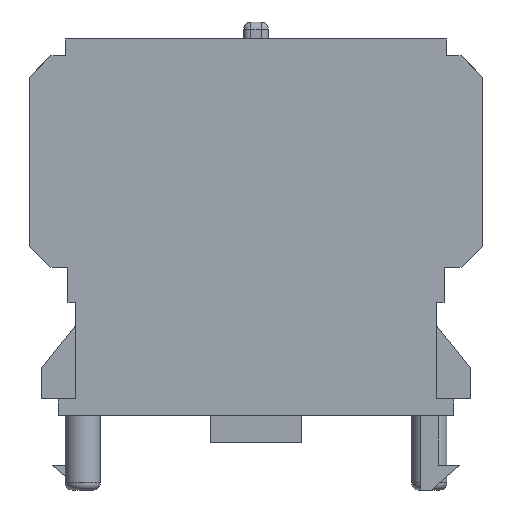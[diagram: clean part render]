
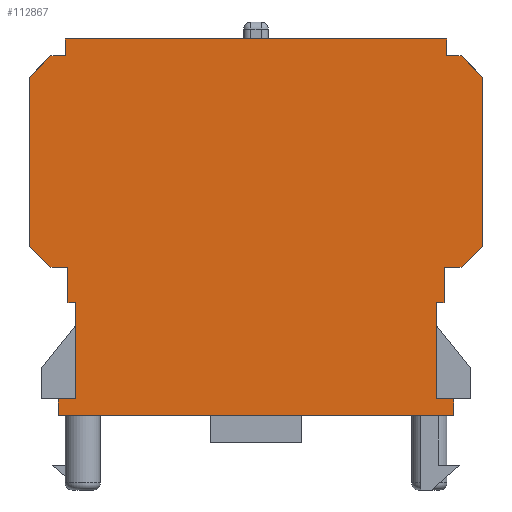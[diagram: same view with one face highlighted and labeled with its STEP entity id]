
A CAD part, left-side view. The second image highlights one B-rep face of the part: STEP entity #112867.
In plain terms, the highlighted planar face has unit normal (-1, 0, 0).
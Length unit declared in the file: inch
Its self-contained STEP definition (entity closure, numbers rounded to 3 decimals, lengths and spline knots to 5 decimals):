
#32544=CARTESIAN_POINT('',(-0.72343,-0.5315,0.84252));
#32545=VERTEX_POINT('',#32544);
#32546=CARTESIAN_POINT('',(-0.72343,0.5315,0.84252));
#32547=VERTEX_POINT('',#32546);
#32548=CARTESIAN_POINT('',(-0.72343,-0.5315,0.84252));
#32549=DIRECTION('',(0.0,1.0,0.0));
#32550=VECTOR('',#32549,1.06299);
#32551=LINE('',#32548,#32550);
#32552=EDGE_CURVE('',#32545,#32547,#32551,.T.);
#44765=CARTESIAN_POINT('',(-0.72343,0.5315,0.79528));
#44766=VERTEX_POINT('',#44765);
#44773=CARTESIAN_POINT('',(-0.72343,0.5315,0.84252));
#44774=DIRECTION('',(0.0,0.0,-1.0));
#44775=VECTOR('',#44774,0.04724);
#44776=LINE('',#44773,#44775);
#44777=EDGE_CURVE('',#32547,#44766,#44776,.T.);
#44788=CARTESIAN_POINT('',(-0.72343,-0.5315,0.79528));
#44789=VERTEX_POINT('',#44788);
#44790=CARTESIAN_POINT('',(-0.72343,-0.5315,0.84252));
#44791=DIRECTION('',(0.0,0.0,-1.0));
#44792=VECTOR('',#44791,0.04724);
#44793=LINE('',#44790,#44792);
#44794=EDGE_CURVE('',#32545,#44789,#44793,.T.);
#44985=CARTESIAN_POINT('',(-0.72343,-0.57087,0.79528));
#44986=VERTEX_POINT('',#44985);
#44987=CARTESIAN_POINT('',(-0.72343,-0.57087,0.79528));
#44988=DIRECTION('',(0.0,1.0,0.0));
#44989=VECTOR('',#44988,0.03937);
#44990=LINE('',#44987,#44989);
#44991=EDGE_CURVE('',#44986,#44789,#44990,.T.);
#45055=CARTESIAN_POINT('',(-0.72343,0.57087,0.79528));
#45056=VERTEX_POINT('',#45055);
#45063=CARTESIAN_POINT('',(-0.72343,0.5315,0.79528));
#45064=DIRECTION('',(0.0,1.0,0.0));
#45065=VECTOR('',#45064,0.03937);
#45066=LINE('',#45063,#45065);
#45067=EDGE_CURVE('',#44766,#45056,#45066,.T.);
#77322=CARTESIAN_POINT('',(-0.72343,-0.50197,-0.15945));
#77323=VERTEX_POINT('',#77322);
#77330=CARTESIAN_POINT('',(-0.72343,-0.55118,-0.15945));
#77331=VERTEX_POINT('',#77330);
#77332=CARTESIAN_POINT('',(-0.72343,-0.50197,-0.15945));
#77333=DIRECTION('',(0.0,-1.0,0.0));
#77334=VECTOR('',#77333,0.04921);
#77335=LINE('',#77332,#77334);
#77336=EDGE_CURVE('',#77323,#77331,#77335,.T.);
#77866=CARTESIAN_POINT('',(-0.72343,0.55118,-0.15945));
#77867=VERTEX_POINT('',#77866);
#77874=CARTESIAN_POINT('',(-0.72343,0.50197,-0.15945));
#77875=VERTEX_POINT('',#77874);
#77876=CARTESIAN_POINT('',(-0.72343,0.50197,-0.15945));
#77877=DIRECTION('',(0.0,1.0,0.0));
#77878=VECTOR('',#77877,0.04921);
#77879=LINE('',#77876,#77878);
#77880=EDGE_CURVE('',#77875,#77867,#77879,.T.);
#88374=CARTESIAN_POINT('',(-0.72343,0.52362,0.20669));
#88375=VERTEX_POINT('',#88374);
#88384=CARTESIAN_POINT('',(-0.72343,0.57087,0.20669));
#88385=VERTEX_POINT('',#88384);
#88386=CARTESIAN_POINT('',(-0.72343,0.57087,0.20669));
#88387=DIRECTION('',(0.0,-1.0,0.0));
#88388=VECTOR('',#88387,0.04724);
#88389=LINE('',#88386,#88388);
#88390=EDGE_CURVE('',#88385,#88375,#88389,.T.);
#88574=CARTESIAN_POINT('',(-0.72343,0.62992,0.73622));
#88575=VERTEX_POINT('',#88574);
#88576=CARTESIAN_POINT('',(-0.72343,0.62992,0.73622));
#88577=DIRECTION('',(0.0,-0.707,0.707));
#88578=VECTOR('',#88577,0.08352);
#88579=LINE('',#88576,#88578);
#88580=EDGE_CURVE('',#88575,#45056,#88579,.T.);
#88677=CARTESIAN_POINT('',(-0.72343,0.62992,0.26575));
#88678=VERTEX_POINT('',#88677);
#88685=CARTESIAN_POINT('',(-0.72343,0.62992,0.26575));
#88686=DIRECTION('',(0.0,0.0,1.0));
#88687=VECTOR('',#88686,0.47047);
#88688=LINE('',#88685,#88687);
#88689=EDGE_CURVE('',#88678,#88575,#88688,.T.);
#88699=CARTESIAN_POINT('',(-0.72343,0.57087,0.20669));
#88700=DIRECTION('',(0.0,0.707,0.707));
#88701=VECTOR('',#88700,0.08352);
#88702=LINE('',#88699,#88701);
#88703=EDGE_CURVE('',#88385,#88678,#88702,.T.);
#90192=CARTESIAN_POINT('',(-0.72343,-0.62992,0.73622));
#90193=VERTEX_POINT('',#90192);
#90194=CARTESIAN_POINT('',(-0.72343,-0.57087,0.79528));
#90195=DIRECTION('',(0.0,-0.707,-0.707));
#90196=VECTOR('',#90195,0.08352);
#90197=LINE('',#90194,#90196);
#90198=EDGE_CURVE('',#44986,#90193,#90197,.T.);
#90288=CARTESIAN_POINT('',(-0.72343,-0.62992,0.26575));
#90289=VERTEX_POINT('',#90288);
#90290=CARTESIAN_POINT('',(-0.72343,-0.62992,0.26575));
#90291=DIRECTION('',(0.0,0.0,1.0));
#90292=VECTOR('',#90291,0.47047);
#90293=LINE('',#90290,#90292);
#90294=EDGE_CURVE('',#90289,#90193,#90293,.T.);
#90336=CARTESIAN_POINT('',(-0.72343,-0.57087,0.20669));
#90337=VERTEX_POINT('',#90336);
#90338=CARTESIAN_POINT('',(-0.72343,-0.62992,0.26575));
#90339=DIRECTION('',(0.0,0.707,-0.707));
#90340=VECTOR('',#90339,0.08352);
#90341=LINE('',#90338,#90340);
#90342=EDGE_CURVE('',#90289,#90337,#90341,.T.);
#90358=CARTESIAN_POINT('',(-0.72343,-0.52362,0.20669));
#90359=VERTEX_POINT('',#90358);
#90375=CARTESIAN_POINT('',(-0.72343,-0.52362,0.20669));
#90376=DIRECTION('',(0.0,-1.0,0.0));
#90377=VECTOR('',#90376,0.04724);
#90378=LINE('',#90375,#90377);
#90379=EDGE_CURVE('',#90359,#90337,#90378,.T.);
#105105=CARTESIAN_POINT('',(-0.72343,0.50197,0.10827));
#105106=VERTEX_POINT('',#105105);
#105113=CARTESIAN_POINT('',(-0.72343,0.52362,0.10827));
#105114=VERTEX_POINT('',#105113);
#105115=CARTESIAN_POINT('',(-0.72343,0.50197,0.10827));
#105116=DIRECTION('',(0.0,1.0,0.0));
#105117=VECTOR('',#105116,0.02165);
#105118=LINE('',#105115,#105117);
#105119=EDGE_CURVE('',#105106,#105114,#105118,.T.);
#105212=CARTESIAN_POINT('',(-0.72343,-0.55118,-0.20669));
#105213=VERTEX_POINT('',#105212);
#105220=CARTESIAN_POINT('',(-0.72343,0.55118,-0.20669));
#105221=VERTEX_POINT('',#105220);
#105222=CARTESIAN_POINT('',(-0.72343,0.55118,-0.20669));
#105223=DIRECTION('',(0.0,-1.0,0.0));
#105224=VECTOR('',#105223,1.10236);
#105225=LINE('',#105222,#105224);
#105226=EDGE_CURVE('',#105221,#105213,#105225,.T.);
#108115=CARTESIAN_POINT('',(-0.72343,0.52362,0.10827));
#108116=DIRECTION('',(0.0,0.0,1.0));
#108117=VECTOR('',#108116,0.09843);
#108118=LINE('',#108115,#108117);
#108119=EDGE_CURVE('',#105114,#88375,#108118,.T.);
#108280=CARTESIAN_POINT('',(-0.72343,0.55118,-0.20669));
#108281=DIRECTION('',(0.0,0.0,1.0));
#108282=VECTOR('',#108281,0.04724);
#108283=LINE('',#108280,#108282);
#108284=EDGE_CURVE('',#105221,#77867,#108283,.T.);
#108643=CARTESIAN_POINT('',(-0.72343,-0.52362,0.10827));
#108644=VERTEX_POINT('',#108643);
#108651=CARTESIAN_POINT('',(-0.72343,-0.50197,0.10827));
#108652=VERTEX_POINT('',#108651);
#108653=CARTESIAN_POINT('',(-0.72343,-0.50197,0.10827));
#108654=DIRECTION('',(0.0,-1.0,0.0));
#108655=VECTOR('',#108654,0.02165);
#108656=LINE('',#108653,#108655);
#108657=EDGE_CURVE('',#108652,#108644,#108656,.T.);
#109775=CARTESIAN_POINT('',(-0.72343,-0.55118,-0.20669));
#109776=DIRECTION('',(0.0,0.0,1.0));
#109777=VECTOR('',#109776,0.04724);
#109778=LINE('',#109775,#109777);
#109779=EDGE_CURVE('',#105213,#77331,#109778,.T.);
#109855=CARTESIAN_POINT('',(-0.72343,-0.50197,0.10827));
#109856=DIRECTION('',(0.0,0.0,-1.0));
#109857=VECTOR('',#109856,0.26772);
#109858=LINE('',#109855,#109857);
#109859=EDGE_CURVE('',#108652,#77323,#109858,.T.);
#111171=CARTESIAN_POINT('',(-0.72343,-0.52362,0.10827));
#111172=DIRECTION('',(0.0,0.0,1.0));
#111173=VECTOR('',#111172,0.09843);
#111174=LINE('',#111171,#111173);
#111175=EDGE_CURVE('',#108644,#90359,#111174,.T.);
#112831=CARTESIAN_POINT('',(-0.72343,-0.50197,0.0));
#112832=DIRECTION('',(-1.0,0.0,0.0));
#112833=DIRECTION('',(0.0,0.0,1.0));
#112834=AXIS2_PLACEMENT_3D('',#112831,#112832,#112833);
#112835=PLANE('',#112834);
#112836=ORIENTED_EDGE('',*,*,#108119,.F.);
#112837=ORIENTED_EDGE('',*,*,#105119,.F.);
#112838=CARTESIAN_POINT('',(-0.72343,0.50197,-0.15945));
#112839=DIRECTION('',(0.0,0.0,1.0));
#112840=VECTOR('',#112839,0.26772);
#112841=LINE('',#112838,#112840);
#112842=EDGE_CURVE('',#77875,#105106,#112841,.T.);
#112843=ORIENTED_EDGE('',*,*,#112842,.F.);
#112844=ORIENTED_EDGE('',*,*,#77880,.T.);
#112845=ORIENTED_EDGE('',*,*,#108284,.F.);
#112846=ORIENTED_EDGE('',*,*,#105226,.T.);
#112847=ORIENTED_EDGE('',*,*,#109779,.T.);
#112848=ORIENTED_EDGE('',*,*,#77336,.F.);
#112849=ORIENTED_EDGE('',*,*,#109859,.F.);
#112850=ORIENTED_EDGE('',*,*,#108657,.T.);
#112851=ORIENTED_EDGE('',*,*,#111175,.T.);
#112852=ORIENTED_EDGE('',*,*,#90379,.T.);
#112853=ORIENTED_EDGE('',*,*,#90342,.F.);
#112854=ORIENTED_EDGE('',*,*,#90294,.T.);
#112855=ORIENTED_EDGE('',*,*,#90198,.F.);
#112856=ORIENTED_EDGE('',*,*,#44991,.T.);
#112857=ORIENTED_EDGE('',*,*,#44794,.F.);
#112858=ORIENTED_EDGE('',*,*,#32552,.T.);
#112859=ORIENTED_EDGE('',*,*,#44777,.T.);
#112860=ORIENTED_EDGE('',*,*,#45067,.T.);
#112861=ORIENTED_EDGE('',*,*,#88580,.F.);
#112862=ORIENTED_EDGE('',*,*,#88689,.F.);
#112863=ORIENTED_EDGE('',*,*,#88703,.F.);
#112864=ORIENTED_EDGE('',*,*,#88390,.T.);
#112865=EDGE_LOOP('',(#112836,#112837,#112843,#112844,#112845,#112846,#112847,#112848,#112849,#112850,#112851,#112852,#112853,#112854,#112855,#112856,#112857,#112858,#112859,#112860,#112861,#112862,#112863,#112864));
#112866=FACE_OUTER_BOUND('',#112865,.T.);
#112867=ADVANCED_FACE('',(#112866),#112835,.T.);
